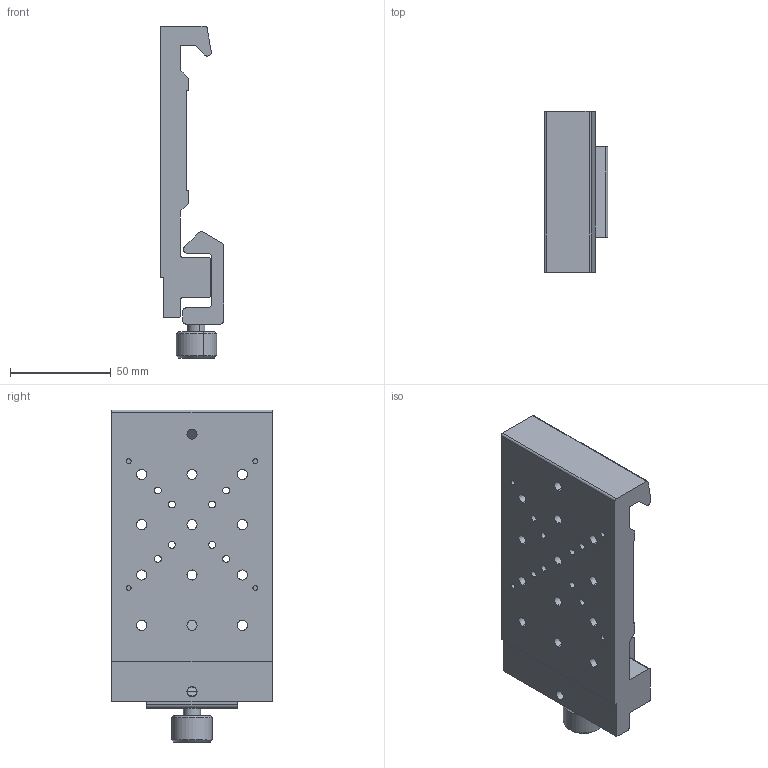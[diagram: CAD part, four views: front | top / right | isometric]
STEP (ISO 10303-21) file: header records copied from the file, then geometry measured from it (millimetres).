
FILE_DESCRIPTION((''),'2;1');
FILE_NAME('M-CXL95-80','2017-10-26T',('SYSTEM'),(''),'PRO/ENGINEER BY PARAMETRIC TECHNOLOGY CORPORATION, 2016360','PRO/ENGINEER BY PARAMETRIC TECHNOLOGY CORPORATION, 2016360','');
FILE_SCHEMA(('AUTOMOTIVE_DESIGN { 1 0 10303 214 1 1 1 1 }'));
Length unit declared in the file: inch
Products named in the file (1): M-CXL95-80
Bounding box: 31.6 x 80 x 165 mm (x, y, z)
Volume: 187946 mm3; surface area: 47267.6 mm2
Topology: 3 solids, 3 shells, 158 faces, 438 edges, 290 vertices
Faces by surface type: cylinder 96, plane 55, cone 4, extrusion 2, bspline 1
Entity records: 6452 total; most frequent: CARTESIAN_POINT 1032, DIRECTION 944, ORIENTED_EDGE 876, EDGE_CURVE 438, AXIS2_PLACEMENT_3D 362, VERTEX_POINT 290, VECTOR 220, LINE 218
